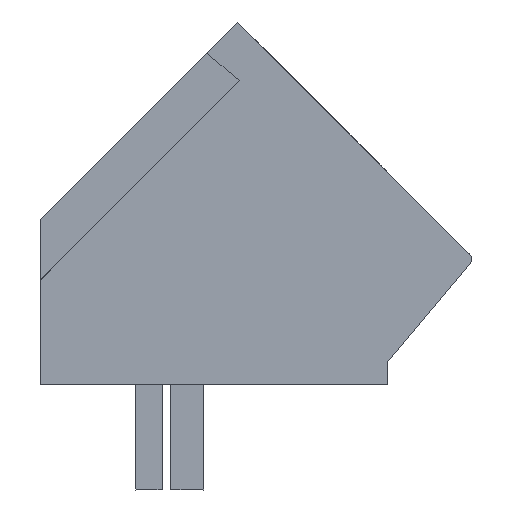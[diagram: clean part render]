
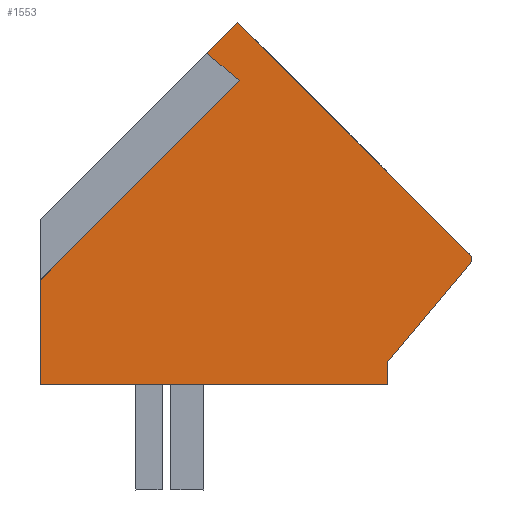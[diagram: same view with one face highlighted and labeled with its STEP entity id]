
A CAD part, left-side view. The second image highlights one B-rep face of the part: STEP entity #1553.
In plain terms, the highlighted planar face has unit normal (-1, 0, 0).
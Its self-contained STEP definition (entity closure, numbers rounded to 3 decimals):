
#1509=AXIS2_PLACEMENT_3D('Plane Axis2P3D',#1506,#1507,#1508) ;
#1539=AXIS2_PLACEMENT_3D('Circle Axis2P3D',#1537,#1538,$) ;
#172=CARTESIAN_POINT('Vertex',(0.,8.05,13.259)) ;
#175=CARTESIAN_POINT('Line Origine',(0.,7.58,13.73)) ;
#179=CARTESIAN_POINT('Vertex',(0.,7.11,14.2)) ;
#293=CARTESIAN_POINT('Line Origine',(0.,7.823,3.2)) ;
#297=CARTESIAN_POINT('Vertex',(0.,13.1,3.2)) ;
#299=CARTESIAN_POINT('Vertex',(0.,2.546,3.2)) ;
#1304=CARTESIAN_POINT('Vertex',(0.,13.1,6.371)) ;
#1307=CARTESIAN_POINT('Line Origine',(0.,10.075,9.396)) ;
#1311=CARTESIAN_POINT('Vertex',(0.,7.051,12.421)) ;
#1338=CARTESIAN_POINT('Line Origine',(0.,7.551,12.84)) ;
#1506=CARTESIAN_POINT('Axis2P3D Location',(0.,13.1,0.)) ;
#1511=CARTESIAN_POINT('Line Origine',(0.,3.584,10.674)) ;
#1515=CARTESIAN_POINT('Vertex',(0.,0.059,7.149)) ;
#1518=CARTESIAN_POINT('Line Origine',(0.,13.1,4.786)) ;
#1523=CARTESIAN_POINT('Line Origine',(0.,2.546,3.55)) ;
#1527=CARTESIAN_POINT('Vertex',(0.,2.546,3.9)) ;
#1530=CARTESIAN_POINT('Line Origine',(0.,1.297,5.389)) ;
#1534=CARTESIAN_POINT('Vertex',(0.,0.047,6.879)) ;
#1537=CARTESIAN_POINT('Axis2P3D Location',(0.,0.2,7.007)) ;
#176=DIRECTION('Vector Direction',(0.,0.707,-0.707)) ;
#294=DIRECTION('Vector Direction',(0.,-1.,0.)) ;
#1308=DIRECTION('Vector Direction',(0.,0.707,-0.707)) ;
#1339=DIRECTION('Vector Direction',(0.,-0.766,-0.643)) ;
#1507=DIRECTION('Axis2P3D Direction',(-1.,0.,0.)) ;
#1508=DIRECTION('Axis2P3D XDirection',(0.,-1.,0.)) ;
#1512=DIRECTION('Vector Direction',(0.,0.707,0.707)) ;
#1519=DIRECTION('Vector Direction',(0.,0.,-1.)) ;
#1524=DIRECTION('Vector Direction',(0.,0.,1.)) ;
#1531=DIRECTION('Vector Direction',(0.,-0.643,0.766)) ;
#1538=DIRECTION('Axis2P3D Direction',(-1.,0.,0.)) ;
#177=VECTOR('Line Direction',#176,1.) ;
#295=VECTOR('Line Direction',#294,1.) ;
#1309=VECTOR('Line Direction',#1308,1.) ;
#1340=VECTOR('Line Direction',#1339,1.) ;
#1513=VECTOR('Line Direction',#1512,1.) ;
#1520=VECTOR('Line Direction',#1519,1.) ;
#1525=VECTOR('Line Direction',#1524,1.) ;
#1532=VECTOR('Line Direction',#1531,1.) ;
#1543=ORIENTED_EDGE('',*,*,#1517,.T.) ;
#1544=ORIENTED_EDGE('',*,*,#181,.T.) ;
#1545=ORIENTED_EDGE('',*,*,#1342,.T.) ;
#1546=ORIENTED_EDGE('',*,*,#1313,.T.) ;
#1547=ORIENTED_EDGE('',*,*,#1522,.T.) ;
#1548=ORIENTED_EDGE('',*,*,#301,.T.) ;
#1549=ORIENTED_EDGE('',*,*,#1529,.T.) ;
#1550=ORIENTED_EDGE('',*,*,#1536,.T.) ;
#1551=ORIENTED_EDGE('',*,*,#1541,.F.) ;
#1553=ADVANCED_FACE('HOUSING',(#1552),#1510,.T.) ;
#1540=CIRCLE('generated circle',#1539,0.2) ;
#181=EDGE_CURVE('',#180,#173,#178,.T.) ;
#301=EDGE_CURVE('',#298,#300,#296,.T.) ;
#1313=EDGE_CURVE('',#1312,#1305,#1310,.T.) ;
#1342=EDGE_CURVE('',#173,#1312,#1341,.T.) ;
#1517=EDGE_CURVE('',#1516,#180,#1514,.T.) ;
#1522=EDGE_CURVE('',#1305,#298,#1521,.T.) ;
#1529=EDGE_CURVE('',#300,#1528,#1526,.T.) ;
#1536=EDGE_CURVE('',#1528,#1535,#1533,.T.) ;
#1541=EDGE_CURVE('',#1516,#1535,#1540,.F.) ;
#1542=EDGE_LOOP('',(#1543,#1544,#1545,#1546,#1547,#1548,#1549,#1550,#1551)) ;
#1552=FACE_OUTER_BOUND('',#1542,.T.) ;
#178=LINE('Line',#175,#177) ;
#296=LINE('Line',#293,#295) ;
#1310=LINE('Line',#1307,#1309) ;
#1341=LINE('Line',#1338,#1340) ;
#1514=LINE('Line',#1511,#1513) ;
#1521=LINE('Line',#1518,#1520) ;
#1526=LINE('Line',#1523,#1525) ;
#1533=LINE('Line',#1530,#1532) ;
#1510=PLANE('',#1509) ;
#173=VERTEX_POINT('',#172) ;
#180=VERTEX_POINT('',#179) ;
#298=VERTEX_POINT('',#297) ;
#300=VERTEX_POINT('',#299) ;
#1305=VERTEX_POINT('',#1304) ;
#1312=VERTEX_POINT('',#1311) ;
#1516=VERTEX_POINT('',#1515) ;
#1528=VERTEX_POINT('',#1527) ;
#1535=VERTEX_POINT('',#1534) ;
